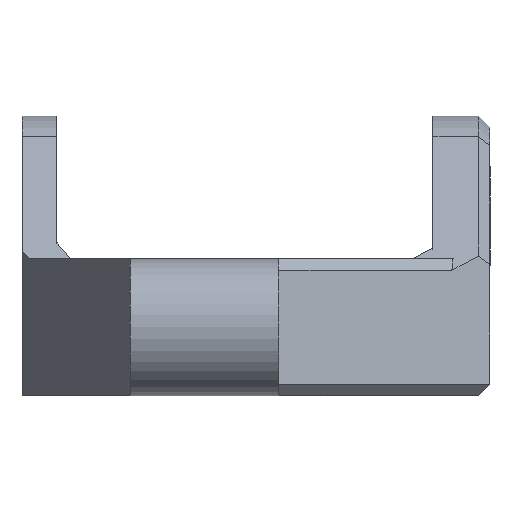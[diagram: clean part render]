
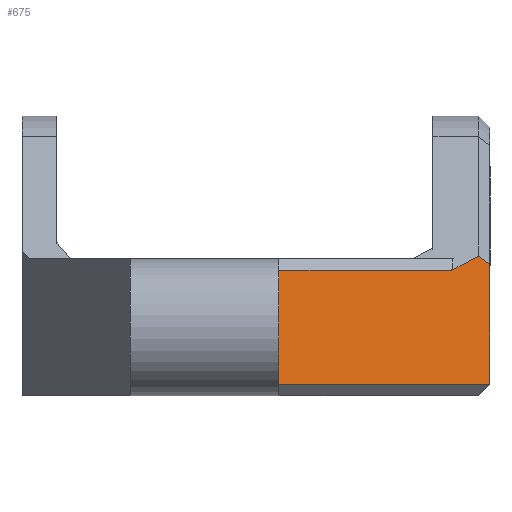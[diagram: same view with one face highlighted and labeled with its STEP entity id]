
A CAD part, left-side view. The second image highlights one B-rep face of the part: STEP entity #675.
In plain terms, the highlighted planar face has unit normal (-0.826, -0.564, 0).
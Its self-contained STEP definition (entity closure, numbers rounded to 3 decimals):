
#27=PLANE('',#718);
#54=FACE_OUTER_BOUND('',#90,.T.);
#90=EDGE_LOOP('',(#488,#489,#490,#491,#492,#493));
#134=LINE('',#992,#207);
#139=LINE('',#1009,#212);
#140=LINE('',#1011,#213);
#141=LINE('',#1013,#214);
#142=LINE('',#1014,#215);
#143=LINE('',#1015,#216);
#207=VECTOR('',#794,1.);
#212=VECTOR('',#807,10.);
#213=VECTOR('',#808,10.);
#214=VECTOR('',#809,1.);
#215=VECTOR('',#810,1.);
#216=VECTOR('',#811,1.);
#306=VERTEX_POINT('',#990);
#307=VERTEX_POINT('',#991);
#314=VERTEX_POINT('',#1007);
#315=VERTEX_POINT('',#1008);
#316=VERTEX_POINT('',#1010);
#317=VERTEX_POINT('',#1012);
#376=EDGE_CURVE('',#306,#307,#134,.T.);
#384=EDGE_CURVE('',#314,#315,#139,.F.);
#385=EDGE_CURVE('',#315,#316,#140,.T.);
#386=EDGE_CURVE('',#316,#317,#141,.T.);
#387=EDGE_CURVE('',#317,#307,#142,.T.);
#388=EDGE_CURVE('',#314,#306,#143,.T.);
#488=ORIENTED_EDGE('',*,*,#384,.T.);
#489=ORIENTED_EDGE('',*,*,#385,.T.);
#490=ORIENTED_EDGE('',*,*,#386,.T.);
#491=ORIENTED_EDGE('',*,*,#387,.T.);
#492=ORIENTED_EDGE('',*,*,#376,.F.);
#493=ORIENTED_EDGE('',*,*,#388,.F.);
#675=ADVANCED_FACE('',(#54),#27,.T.);
#718=AXIS2_PLACEMENT_3D('',#1006,#805,#806);
#794=DIRECTION('',(0.,0.,1.));
#805=DIRECTION('center_axis',(-0.826,-0.564,0.));
#806=DIRECTION('ref_axis',(-0.564,0.826,0.));
#807=DIRECTION('',(0.,0.,-1.));
#808=DIRECTION('',(-0.482,0.706,0.519));
#809=DIRECTION('',(-0.517,0.756,-0.402));
#810=DIRECTION('',(-0.564,0.826,0.));
#811=DIRECTION('',(-0.564,0.826,0.));
#990=CARTESIAN_POINT('',(-77.641,-32.5,-8.));
#991=CARTESIAN_POINT('',(-77.641,-32.5,2.));
#992=CARTESIAN_POINT('',(-77.641,-32.5,-20.));
#1006=CARTESIAN_POINT('Origin',(-77.641,-32.5,-20.));
#1007=CARTESIAN_POINT('',(-65.,-51.,-8.));
#1008=CARTESIAN_POINT('',(-65.,-51.,2.511));
#1009=CARTESIAN_POINT('',(-65.,-51.,-20.));
#1010=CARTESIAN_POINT('',(-65.683,-50.,3.246));
#1011=CARTESIAN_POINT('',(-66.959,-48.133,4.619));
#1012=CARTESIAN_POINT('',(-67.287,-47.653,2.));
#1013=CARTESIAN_POINT('',(-69.25,-44.781,0.475));
#1014=CARTESIAN_POINT('',(-66.,-49.537,2.));
#1015=CARTESIAN_POINT('',(-65.,-51.,-8.));
